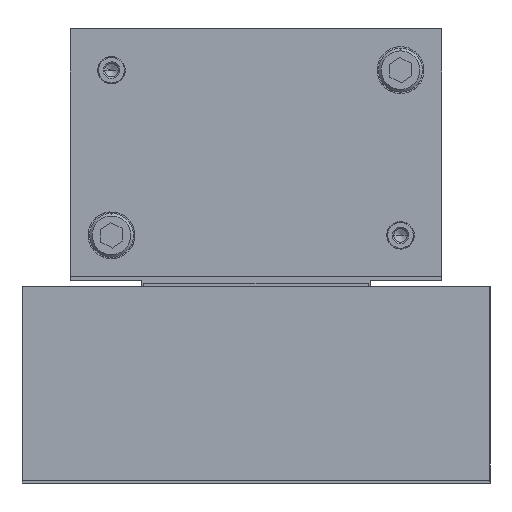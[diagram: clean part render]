
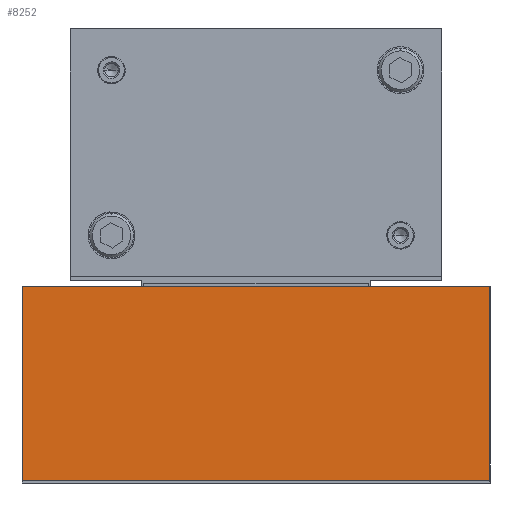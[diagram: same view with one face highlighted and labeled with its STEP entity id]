
A CAD part, left-side view. The second image highlights one B-rep face of the part: STEP entity #8252.
In plain terms, the highlighted planar face has unit normal (-1, 0, 0).
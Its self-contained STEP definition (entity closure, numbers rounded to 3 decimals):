
#7392=CARTESIAN_POINT('Vertex',(60.,170.,1.)) ;
#7395=CARTESIAN_POINT('Line Origine',(60.,170.,36.25)) ;
#7399=CARTESIAN_POINT('Vertex',(60.,170.,71.5)) ;
#7462=CARTESIAN_POINT('Vertex',(60.,0.,71.5)) ;
#7467=CARTESIAN_POINT('Line Origine',(60.,0.,36.25)) ;
#7471=CARTESIAN_POINT('Vertex',(60.,0.,1.)) ;
#8100=CARTESIAN_POINT('Line Origine',(60.,85.,71.5)) ;
#8236=CARTESIAN_POINT('Axis2P3D Location',(60.,170.,1.)) ;
#8241=CARTESIAN_POINT('Line Origine',(60.,85.,1.)) ;
#7396=DIRECTION('Vector Direction',(0.,0.,-1.)) ;
#7468=DIRECTION('Vector Direction',(0.,0.,1.)) ;
#8101=DIRECTION('Vector Direction',(0.,1.,0.)) ;
#8237=DIRECTION('Axis2P3D Direction',(-1.,0.,0.)) ;
#8238=DIRECTION('Axis2P3D XDirection',(0.,-1.,0.)) ;
#8242=DIRECTION('Vector Direction',(0.,-1.,0.)) ;
#8239=AXIS2_PLACEMENT_3D('Plane Axis2P3D',#8236,#8237,#8238) ;
#8247=ORIENTED_EDGE('',*,*,#7401,.T.) ;
#8248=ORIENTED_EDGE('',*,*,#8245,.T.) ;
#8249=ORIENTED_EDGE('',*,*,#7473,.T.) ;
#8250=ORIENTED_EDGE('',*,*,#8104,.T.) ;
#7397=VECTOR('Line Direction',#7396,1.) ;
#7469=VECTOR('Line Direction',#7468,1.) ;
#8102=VECTOR('Line Direction',#8101,1.) ;
#8243=VECTOR('Line Direction',#8242,1.) ;
#8252=ADVANCED_FACE('Brep With Voids',(#8251),#8240,.T.) ;
#7401=EDGE_CURVE('',#7400,#7393,#7398,.T.) ;
#7473=EDGE_CURVE('',#7472,#7463,#7470,.T.) ;
#8104=EDGE_CURVE('',#7463,#7400,#8103,.T.) ;
#8245=EDGE_CURVE('',#7393,#7472,#8244,.T.) ;
#8246=EDGE_LOOP('',(#8247,#8248,#8249,#8250)) ;
#8251=FACE_OUTER_BOUND('',#8246,.T.) ;
#7398=LINE('Line',#7395,#7397) ;
#7470=LINE('Line',#7467,#7469) ;
#8103=LINE('Line',#8100,#8102) ;
#8244=LINE('Line',#8241,#8243) ;
#8240=PLANE('Plane',#8239) ;
#7393=VERTEX_POINT('',#7392) ;
#7400=VERTEX_POINT('',#7399) ;
#7463=VERTEX_POINT('',#7462) ;
#7472=VERTEX_POINT('',#7471) ;
